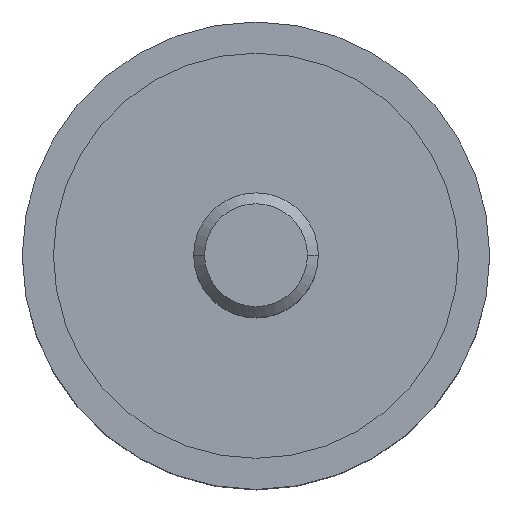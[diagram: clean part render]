
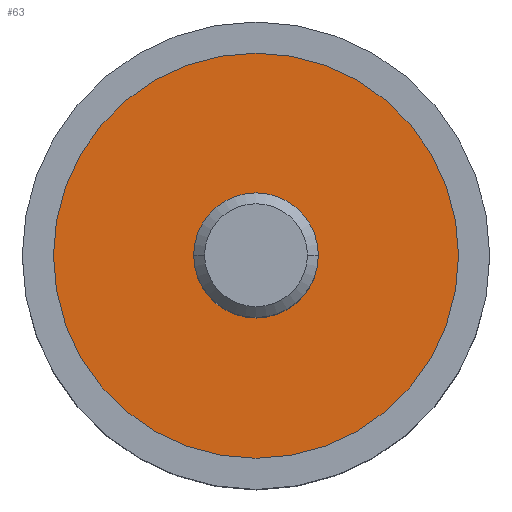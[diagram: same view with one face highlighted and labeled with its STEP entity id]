
A CAD part, top view. The second image highlights one B-rep face of the part: STEP entity #63.
In plain terms, the highlighted planar face has unit normal (0, 0, 1).
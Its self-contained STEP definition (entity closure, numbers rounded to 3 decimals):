
#22 = CARTESIAN_POINT ( 'NONE',  ( 0., 0., 2.15 ) ) ;
#45 = AXIS2_PLACEMENT_3D ( 'NONE', #186, #295, #113 ) ;
#55 = DIRECTION ( 'NONE',  ( 0., -1., 0. ) ) ;
#61 = DIRECTION ( 'NONE',  ( 0., 0., -1. ) ) ;
#62 = CARTESIAN_POINT ( 'NONE',  ( 0., 0., 2.15 ) ) ;
#63 = ADVANCED_FACE ( 'NONE', ( #347, #300 ), #299, .T. ) ;
#64 = AXIS2_PLACEMENT_3D ( 'NONE', #335, #370, #230 ) ;
#77 = CARTESIAN_POINT ( 'NONE',  ( 0., -13., 2.15 ) ) ;
#83 = EDGE_LOOP ( 'NONE', ( #109, #332 ) ) ;
#86 = CIRCLE ( 'NONE', #278, 4. ) ;
#99 = AXIS2_PLACEMENT_3D ( 'NONE', #381, #103, #238 ) ;
#100 = DIRECTION ( 'NONE',  ( 0., 1., 0. ) ) ;
#101 = VERTEX_POINT ( 'NONE', #155 ) ;
#103 = DIRECTION ( 'NONE',  ( 0., 0., -1. ) ) ;
#109 = ORIENTED_EDGE ( 'NONE', *, *, #340, .T. ) ;
#113 = DIRECTION ( 'NONE',  ( 0., -1., 0. ) ) ;
#123 = CIRCLE ( 'NONE', #64, 13. ) ;
#155 = CARTESIAN_POINT ( 'NONE',  ( 0., 13., 2.15 ) ) ;
#157 = CIRCLE ( 'NONE', #99, 4. ) ;
#160 = CARTESIAN_POINT ( 'NONE',  ( 0., 4., 2.15 ) ) ;
#167 = EDGE_CURVE ( 'NONE', #169, #318, #86, .T. ) ;
#169 = VERTEX_POINT ( 'NONE', #160 ) ;
#186 = CARTESIAN_POINT ( 'NONE',  ( 0., 0., 2.15 ) ) ;
#193 = ORIENTED_EDGE ( 'NONE', *, *, #264, .T. ) ;
#203 = CARTESIAN_POINT ( 'NONE',  ( 0., -4., 2.15 ) ) ;
#204 = DIRECTION ( 'NONE',  ( 0., 0., 1. ) ) ;
#205 = CIRCLE ( 'NONE', #285, 13. ) ;
#230 = DIRECTION ( 'NONE',  ( 0., 1., 0. ) ) ;
#238 = DIRECTION ( 'NONE',  ( 0., -1., 0. ) ) ;
#264 = EDGE_CURVE ( 'NONE', #101, #447, #123, .T. ) ;
#272 = ORIENTED_EDGE ( 'NONE', *, *, #378, .T. ) ;
#278 = AXIS2_PLACEMENT_3D ( 'NONE', #22, #61, #55 ) ;
#285 = AXIS2_PLACEMENT_3D ( 'NONE', #62, #204, #100 ) ;
#295 = DIRECTION ( 'NONE',  ( 0., 0., 1. ) ) ;
#299 = PLANE ( 'NONE',  #45 ) ;
#300 = FACE_OUTER_BOUND ( 'NONE', #428, .T. ) ;
#318 = VERTEX_POINT ( 'NONE', #203 ) ;
#332 = ORIENTED_EDGE ( 'NONE', *, *, #167, .T. ) ;
#335 = CARTESIAN_POINT ( 'NONE',  ( 0., 0., 2.15 ) ) ;
#340 = EDGE_CURVE ( 'NONE', #318, #169, #157, .T. ) ;
#347 = FACE_BOUND ( 'NONE', #83, .T. ) ;
#370 = DIRECTION ( 'NONE',  ( 0., 0., 1. ) ) ;
#378 = EDGE_CURVE ( 'NONE', #447, #101, #205, .T. ) ;
#381 = CARTESIAN_POINT ( 'NONE',  ( 0., 0., 2.15 ) ) ;
#428 = EDGE_LOOP ( 'NONE', ( #193, #272 ) ) ;
#447 = VERTEX_POINT ( 'NONE', #77 ) ;
